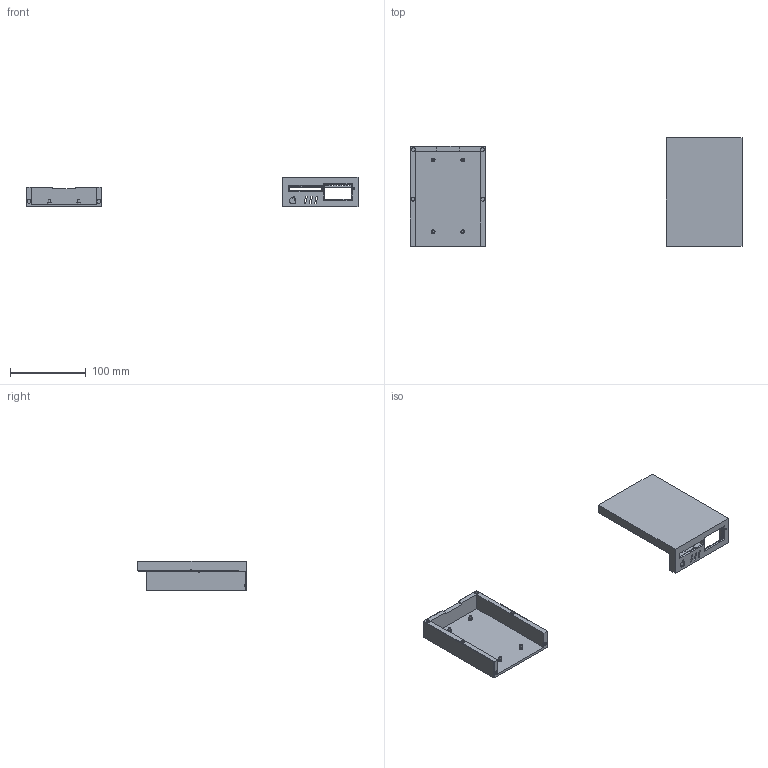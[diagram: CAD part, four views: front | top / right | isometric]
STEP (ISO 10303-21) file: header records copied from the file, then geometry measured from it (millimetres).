
FILE_DESCRIPTION(('HOOPS Exchange Step'),'2;1');
FILE_NAME('temp_export','2025-06-03T13:01:15-04:00',('mcbeav'),('Shapr3D Limited'),'HOOPS Exchange 2024.8','Shapr3D','Authorized');
FILE_SCHEMA( ('AP242_MANAGED_MODEL_BASED_3D_ENGINEERING_MIM_LF {1 0 10303 442 1 1 4}') );
Length unit declared in the file: millimetre
Products named in the file (4): FloppyEMU; BlueSCSI; Prototyping; root
Assembly tree (3 placements, depth 2):
  root
    FloppyEMU
    BlueSCSI
    Prototyping
Bounding box: 438 x 143 x 39 mm (x, y, z)
Volume: 171152.1 mm3; surface area: 92562 mm2
Topology: 2 solids, 2 shells, 284 faces, 790 edges, 536 vertices
Faces by surface type: plane 191, cylinder 67, bspline 26
Full cylindrical faces by diameter (mm): 2 x1, 2.8 x8, 3 x2, 5 x4, 5.1 x12
Entity records: 9675 total; most frequent: CARTESIAN_POINT 2201, ORIENTED_EDGE 1580, DIRECTION 1436, EDGE_CURVE 790, VECTOR 572, LINE 572, VERTEX_POINT 536, AXIS2_PLACEMENT_3D 432
